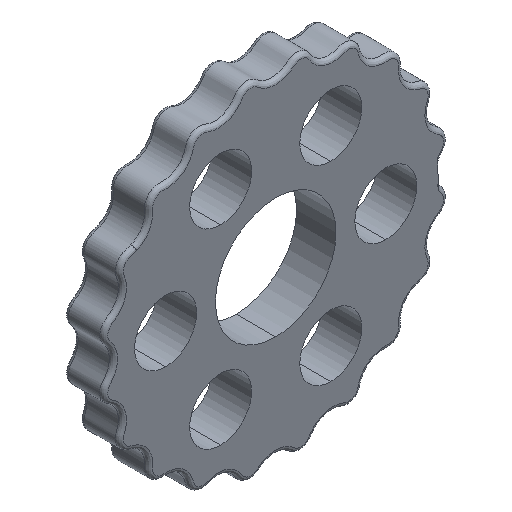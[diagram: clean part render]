
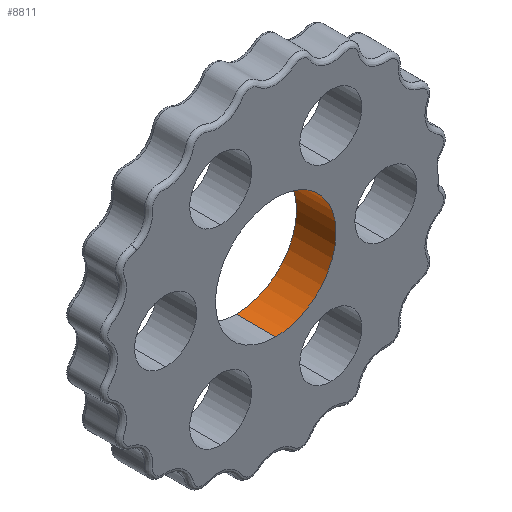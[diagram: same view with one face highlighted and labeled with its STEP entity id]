
A CAD part, isometric view. The second image highlights one B-rep face of the part: STEP entity #8811.
In plain terms, the highlighted cylindrical face has radius 10.4 mm (diameter 20.8 mm), a partial arc.
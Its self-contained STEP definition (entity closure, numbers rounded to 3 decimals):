
#20 = DIRECTION ( 'NONE',  ( 0., 1., 0. ) ) ;
#60 = AXIS2_PLACEMENT_3D ( 'NONE', #4227, #3643, #5739 ) ;
#333 = ORIENTED_EDGE ( 'NONE', *, *, #1403, .T. ) ;
#345 = DIRECTION ( 'NONE',  ( 0., 1., 0. ) ) ;
#435 = CARTESIAN_POINT ( 'NONE',  ( 0., 0., -10.4 ) ) ;
#988 = CARTESIAN_POINT ( 'NONE',  ( 0., 0., 10.4 ) ) ;
#1108 = AXIS2_PLACEMENT_3D ( 'NONE', #6615, #20, #8753 ) ;
#1403 = EDGE_CURVE ( 'NONE', #6549, #5358, #7778, .T. ) ;
#1765 = DIRECTION ( 'NONE',  ( 0., 0., 1. ) ) ;
#1818 = LINE ( 'NONE', #1867, #3091 ) ;
#1867 = CARTESIAN_POINT ( 'NONE',  ( 0., 6.8, -10.4 ) ) ;
#2041 = CYLINDRICAL_SURFACE ( 'NONE', #60, 10.4 ) ;
#2318 = VERTEX_POINT ( 'NONE', #988 ) ;
#2634 = AXIS2_PLACEMENT_3D ( 'NONE', #3951, #345, #1765 ) ;
#2755 = FACE_OUTER_BOUND ( 'NONE', #5369, .T. ) ;
#3091 = VECTOR ( 'NONE', #9127, 1000. ) ;
#3310 = CARTESIAN_POINT ( 'NONE',  ( 0., 6.8, -10.4 ) ) ;
#3314 = EDGE_CURVE ( 'NONE', #2318, #7731, #5200, .T. ) ;
#3643 = DIRECTION ( 'NONE',  ( 0., -1., 0. ) ) ;
#3653 = ORIENTED_EDGE ( 'NONE', *, *, #8111, .T. ) ;
#3951 = CARTESIAN_POINT ( 'NONE',  ( 0., 6.8, 0. ) ) ;
#4032 = ORIENTED_EDGE ( 'NONE', *, *, #3314, .F. ) ;
#4159 = VECTOR ( 'NONE', #9101, 1000. ) ;
#4227 = CARTESIAN_POINT ( 'NONE',  ( 0., 6.8, 0. ) ) ;
#5200 = CIRCLE ( 'NONE', #1108, 10.4 ) ;
#5358 = VERTEX_POINT ( 'NONE', #3310 ) ;
#5369 = EDGE_LOOP ( 'NONE', ( #8353, #333, #3653, #4032 ) ) ;
#5584 = EDGE_CURVE ( 'NONE', #6549, #2318, #6968, .T. ) ;
#5739 = DIRECTION ( 'NONE',  ( 0., 0., -1. ) ) ;
#6549 = VERTEX_POINT ( 'NONE', #6834 ) ;
#6615 = CARTESIAN_POINT ( 'NONE',  ( 0., 0., 0. ) ) ;
#6834 = CARTESIAN_POINT ( 'NONE',  ( 0., 6.8, 10.4 ) ) ;
#6968 = LINE ( 'NONE', #9002, #4159 ) ;
#7731 = VERTEX_POINT ( 'NONE', #435 ) ;
#7778 = CIRCLE ( 'NONE', #2634, 10.4 ) ;
#8111 = EDGE_CURVE ( 'NONE', #5358, #7731, #1818, .T. ) ;
#8353 = ORIENTED_EDGE ( 'NONE', *, *, #5584, .F. ) ;
#8753 = DIRECTION ( 'NONE',  ( 0., 0., 1. ) ) ;
#8811 = ADVANCED_FACE ( 'NONE', ( #2755 ), #2041, .F. ) ;
#9002 = CARTESIAN_POINT ( 'NONE',  ( 0., 6.8, 10.4 ) ) ;
#9101 = DIRECTION ( 'NONE',  ( 0., -1., 0. ) ) ;
#9127 = DIRECTION ( 'NONE',  ( 0., -1., 0. ) ) ;
